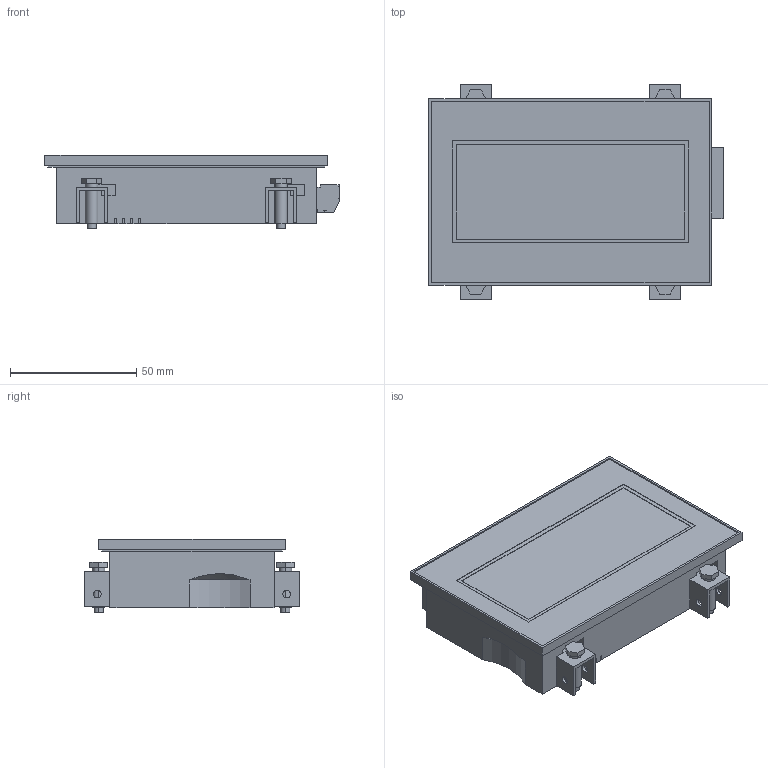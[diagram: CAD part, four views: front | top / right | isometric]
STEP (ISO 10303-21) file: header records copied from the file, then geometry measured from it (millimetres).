
FILE_DESCRIPTION (( 'STEP AP203' ), '1' );
FILE_NAME ('NV3W_MR20L_V1.step', '2015-06-24T01:28:39', ( 'OSMC1.0 ' ), ( ' ' ), 'SwSTEP 2.0', 'SolidWorks 2002025', '' );
FILE_SCHEMA (( 'CONFIG_CONTROL_DESIGN' ));
Length unit declared in the file: millimetre
Products named in the file (5): NV3W_MR20L_V1; NV3W_MR20L_V1_CONNECTOR; NV3W_MR20L_V1_BASE; NV3W_MR20L_V1_BRACKET; NV3W_MR20L_V1_SCREW
Assembly tree (10 placements, depth 2):
  NV3W_MR20L_V1
    NV3W_MR20L_V1_SCREW  x4
    NV3W_MR20L_V1_BASE
    NV3W_MR20L_V1_BRACKET  x4
    NV3W_MR20L_V1_CONNECTOR
Bounding box: 116.5 x 85 x 29 mm (x, y, z)
Volume: 184658.6 mm3; surface area: 36961.3 mm2
Topology: 10 solids, 10 shells, 449 faces, 1105 edges, 726 vertices
Faces by surface type: plane 391, cylinder 57, cone 1
Entity records: 10569 total; most frequent: CARTESIAN_POINT 1752, ORIENTED_EDGE 1670, DIRECTION 1596, EDGE_CURVE 835, LINE 780, VECTOR 780, VERTEX_POINT 546, AXIS2_PLACEMENT_3D 408
